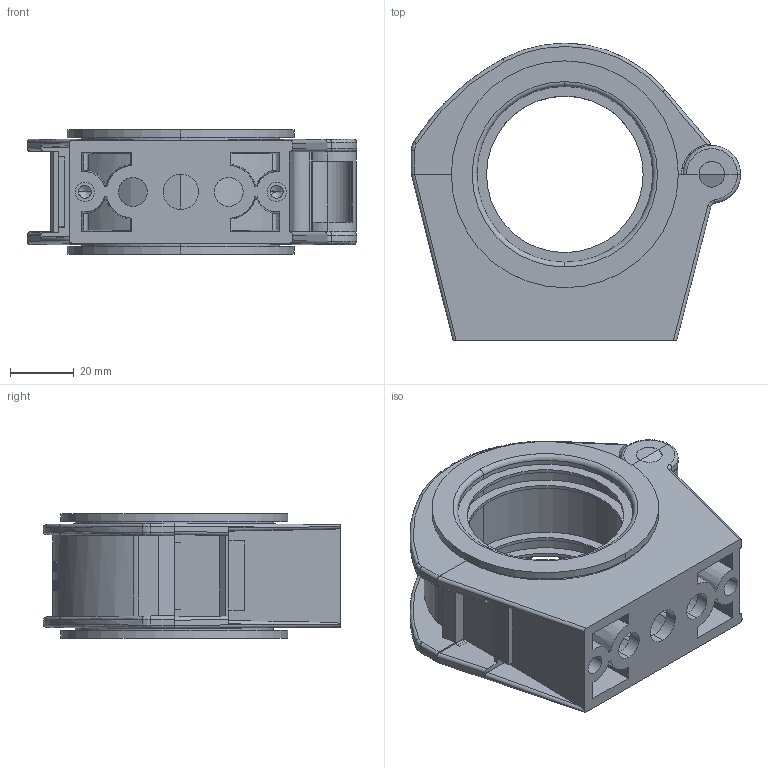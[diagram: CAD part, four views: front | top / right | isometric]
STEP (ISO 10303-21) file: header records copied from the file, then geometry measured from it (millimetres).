
FILE_DESCRIPTION (( 'STEP AP203' ), '1' );
FILE_NAME ('P8227.STEP', '2019-01-03T09:31:40', ( '' ), ( '' ), 'SwSTEP 2.0', 'SolidWorks 2017', '' );
FILE_SCHEMA (( 'CONFIG_CONTROL_DESIGN' ));
Length unit declared in the file: millimetre
Products named in the file (1): P8227
Bounding box: 103 x 93 x 39 mm (x, y, z)
Volume: 96895.7 mm3; surface area: 64734 mm2
Topology: 3 solids, 3 shells, 701 faces, 1891 edges, 1230 vertices
Faces by surface type: bspline 258, plane 240, cylinder 154, cone 23, torus 14, sphere 12
Entity records: 38499 total; most frequent: CARTESIAN_POINT 23111, ORIENTED_EDGE 3730, DIRECTION 2264, EDGE_CURVE 1865, VERTEX_POINT 1218, VECTOR 802, LINE 802, EDGE_LOOP 761
